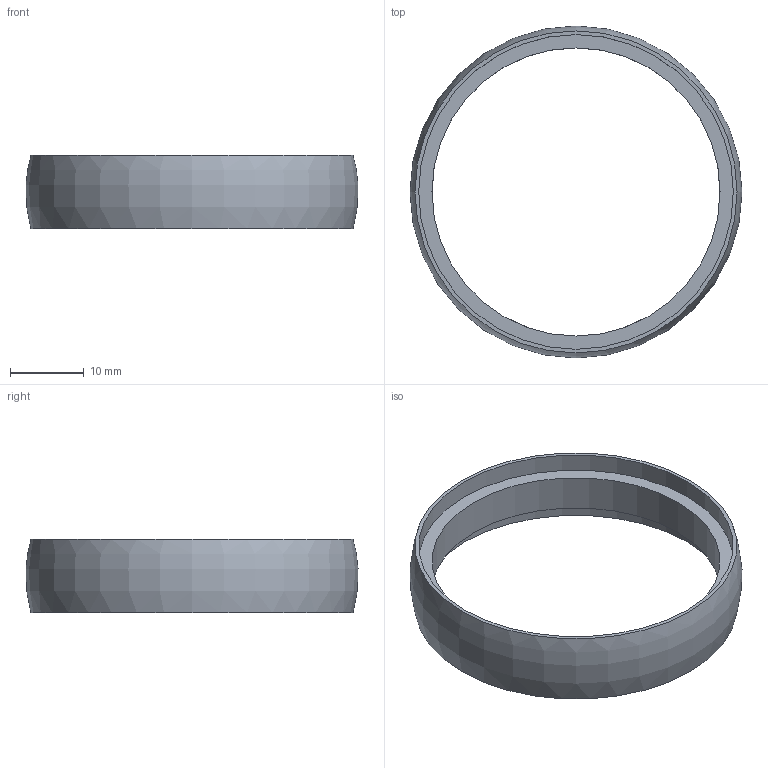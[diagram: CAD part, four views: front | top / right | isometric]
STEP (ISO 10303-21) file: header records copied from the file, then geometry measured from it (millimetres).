
FILE_DESCRIPTION (( 'STEP AP203' ), '1' );
FILE_NAME ('56245-V4A-42.step', '2020-03-06T12:17:43', ( '' ), ( '' ), 'SwSTEP 2.0', 'SolidWorks 2015', '' );
FILE_SCHEMA (( 'CONFIG_CONTROL_DESIGN' ));
Length unit declared in the file: millimetre
Products named in the file (2): 56245-V4A-42
Bounding box: 44.94 x 44.94 x 10 mm (x, y, z)
Volume: 2480.3 mm3; surface area: 3302.5 mm2
Topology: 1 solids, 1 shells, 267 faces, 705 edges, 470 vertices
Faces by surface type: plane 150, bspline 85, cylinder 31, torus 1
Full cylindrical faces by diameter (mm): 39 x1, 42.6 x2
Entity records: 11640 total; most frequent: CARTESIAN_POINT 5487, ORIENTED_EDGE 1402, DIRECTION 981, EDGE_CURVE 701, VERTEX_POINT 470, VECTOR 337, LINE 337, AXIS2_PLACEMENT_3D 322
